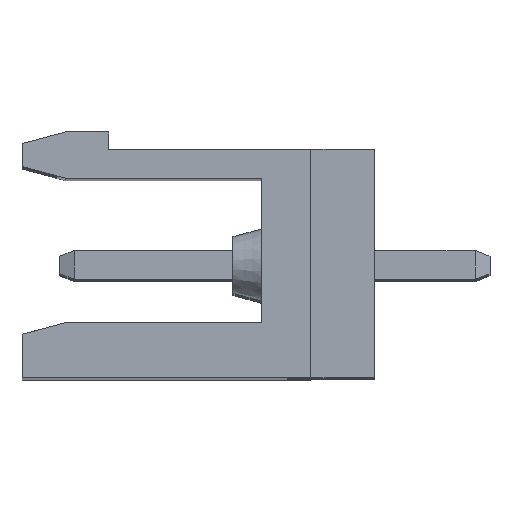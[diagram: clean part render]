
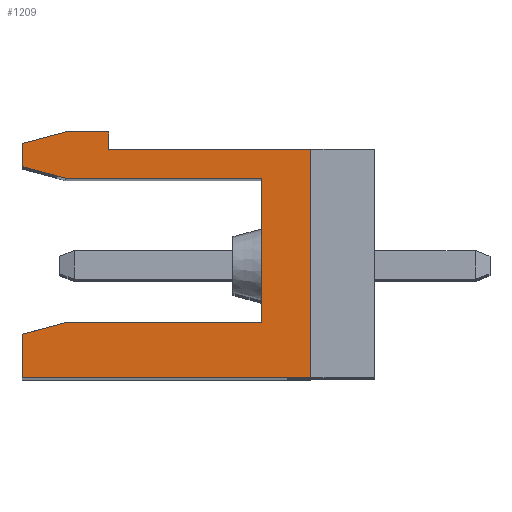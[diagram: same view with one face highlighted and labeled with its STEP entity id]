
A CAD part, top view. The second image highlights one B-rep face of the part: STEP entity #1209.
In plain terms, the highlighted planar face has unit normal (0, 0, 1).
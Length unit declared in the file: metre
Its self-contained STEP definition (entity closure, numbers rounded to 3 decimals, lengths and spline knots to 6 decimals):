
#1209=ADVANCED_FACE('',(#2638),#2639,.F.);
#2638=FACE_OUTER_BOUND('',#4286,.T.);
#2639=PLANE('',#4287);
#4286=EDGE_LOOP('',(#7716,#7717,#7718,#7719,#7720,#7721,#7722,#7723,#7724,#7725,#7726,#7727,#7728));
#4287=AXIS2_PLACEMENT_3D('',#7729,#7730,#7731);
#7716=ORIENTED_EDGE('',*,*,#10956,.F.);
#7717=ORIENTED_EDGE('',*,*,#10957,.F.);
#7718=ORIENTED_EDGE('',*,*,#10908,.F.);
#7719=ORIENTED_EDGE('',*,*,#10669,.F.);
#7720=ORIENTED_EDGE('',*,*,#10958,.T.);
#7721=ORIENTED_EDGE('',*,*,#10959,.T.);
#7722=ORIENTED_EDGE('',*,*,#10960,.T.);
#7723=ORIENTED_EDGE('',*,*,#10961,.T.);
#7724=ORIENTED_EDGE('',*,*,#10962,.T.);
#7725=ORIENTED_EDGE('',*,*,#10963,.T.);
#7726=ORIENTED_EDGE('',*,*,#10964,.T.);
#7727=ORIENTED_EDGE('',*,*,#10965,.T.);
#7728=ORIENTED_EDGE('',*,*,#10966,.F.);
#7729=CARTESIAN_POINT('',(-0.0037,0.0069,0.50824));
#7730=DIRECTION('',(0.0,0.0,-1.0));
#7731=DIRECTION('',(0.0,-1.0,0.0));
#10669=EDGE_CURVE('',#13023,#13019,#13025,.T.);
#10908=EDGE_CURVE('',#13019,#13387,#13388,.T.);
#10956=EDGE_CURVE('',#13455,#13456,#13457,.T.);
#10957=EDGE_CURVE('',#13387,#13455,#13458,.T.);
#10958=EDGE_CURVE('',#13023,#13459,#13460,.T.);
#10959=EDGE_CURVE('',#13459,#13461,#13462,.T.);
#10960=EDGE_CURVE('',#13461,#13463,#13464,.T.);
#10961=EDGE_CURVE('',#13463,#13465,#13466,.T.);
#10962=EDGE_CURVE('',#13465,#13467,#13468,.T.);
#10963=EDGE_CURVE('',#13467,#13469,#13470,.T.);
#10964=EDGE_CURVE('',#13469,#13471,#13472,.T.);
#10965=EDGE_CURVE('',#13471,#13473,#13474,.T.);
#10966=EDGE_CURVE('',#13456,#13473,#13475,.T.);
#13019=VERTEX_POINT('',#16457);
#13023=VERTEX_POINT('',#16465);
#13025=LINE('',#16468,#16469);
#13387=VERTEX_POINT('',#17003);
#13388=LINE('',#17004,#17005);
#13455=VERTEX_POINT('',#17103);
#13456=VERTEX_POINT('',#17104);
#13457=LINE('',#17105,#17106);
#13458=LINE('',#17107,#17108);
#13459=VERTEX_POINT('',#17109);
#13460=LINE('',#17110,#17111);
#13461=VERTEX_POINT('',#17112);
#13462=LINE('',#17113,#17114);
#13463=VERTEX_POINT('',#17115);
#13464=LINE('',#17116,#17117);
#13465=VERTEX_POINT('',#17118);
#13466=LINE('',#17119,#17120);
#13467=VERTEX_POINT('',#17121);
#13468=LINE('',#17122,#17123);
#13469=VERTEX_POINT('',#17124);
#13470=LINE('',#17125,#17126);
#13471=VERTEX_POINT('',#17127);
#13472=LINE('',#17128,#17129);
#13473=VERTEX_POINT('',#17130);
#13474=LINE('',#17131,#17132);
#13475=LINE('',#17133,#17134);
#16457=CARTESIAN_POINT('',(-0.0105,0.0019,0.50824));
#16465=CARTESIAN_POINT('',(-0.012,0.001498,0.50824));
#16468=CARTESIAN_POINT('',(-0.0105,0.0019,0.50824));
#16469=VECTOR('',#19055,1.0);
#17003=CARTESIAN_POINT('',(-0.0037,0.0019,0.50824));
#17004=CARTESIAN_POINT('',(-0.0037,0.0019,0.50824));
#17005=VECTOR('',#19246,1.0);
#17103=CARTESIAN_POINT('',(-0.0037,0.0069,0.50824));
#17104=CARTESIAN_POINT('',(-0.010507,0.0069,0.50824));
#17105=CARTESIAN_POINT('',(-0.010507,0.0069,0.50824));
#17106=VECTOR('',#19281,1.0);
#17107=CARTESIAN_POINT('',(-0.0037,0.0069,0.50824));
#17108=VECTOR('',#19282,1.0);
#17109=CARTESIAN_POINT('',(-0.012,0.,0.50824));
#17110=CARTESIAN_POINT('',(-0.012,0.0082,0.50824));
#17111=VECTOR('',#19283,1.0);
#17112=CARTESIAN_POINT('',(-0.002,0.,0.50824));
#17113=CARTESIAN_POINT('',(-0.012,0.,0.50824));
#17114=VECTOR('',#19284,1.0);
#17115=CARTESIAN_POINT('',(-0.002,0.0079,0.50824));
#17116=CARTESIAN_POINT('',(-0.002,0.0079,0.50824));
#17117=VECTOR('',#19285,1.0);
#17118=CARTESIAN_POINT('',(-0.009,0.0079,0.50824));
#17119=CARTESIAN_POINT('',(-0.0022,0.0079,0.50824));
#17120=VECTOR('',#19286,1.0);
#17121=CARTESIAN_POINT('',(-0.009,0.0085,0.50824));
#17122=CARTESIAN_POINT('',(-0.009,0.0081,0.50824));
#17123=VECTOR('',#19287,1.0);
#17124=CARTESIAN_POINT('',(-0.010507,0.0085,0.50824));
#17125=CARTESIAN_POINT('',(-0.009,0.0085,0.50824));
#17126=VECTOR('',#19288,1.0);
#17127=CARTESIAN_POINT('',(-0.012,0.0081,0.50824));
#17128=CARTESIAN_POINT('',(-0.010507,0.0085,0.50824));
#17129=VECTOR('',#19289,1.0);
#17130=CARTESIAN_POINT('',(-0.012,0.0073,0.50824));
#17131=CARTESIAN_POINT('',(-0.012,0.0082,0.50824));
#17132=VECTOR('',#19290,1.0);
#17133=CARTESIAN_POINT('',(-0.012,0.0073,0.50824));
#17134=VECTOR('',#19291,1.0);
#19055=DIRECTION('',(0.966,0.259,0.0));
#19246=DIRECTION('',(1.0,0.0,0.0));
#19281=DIRECTION('',(-1.0,0.0,0.0));
#19282=DIRECTION('',(0.,1.0,0.0));
#19283=DIRECTION('',(0.0,-1.0,0.0));
#19284=DIRECTION('',(1.0,0.0,0.0));
#19285=DIRECTION('',(0.0,1.0,0.0));
#19286=DIRECTION('',(-1.0,0.0,0.0));
#19287=DIRECTION('',(0.,1.0,0.0));
#19288=DIRECTION('',(-1.0,0.0,0.0));
#19289=DIRECTION('',(-0.966,-0.259,0.0));
#19290=DIRECTION('',(0.0,-1.0,0.0));
#19291=DIRECTION('',(-0.966,0.259,0.0));
